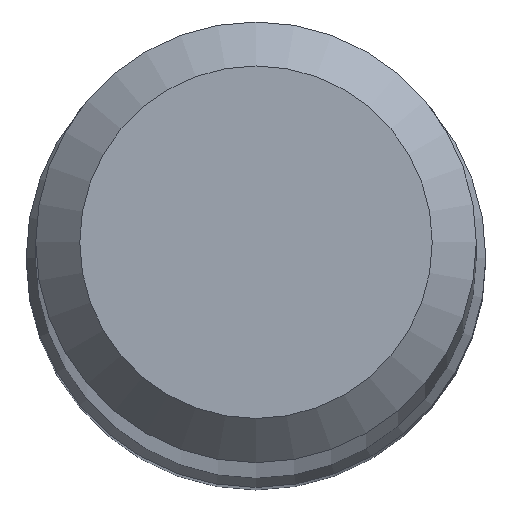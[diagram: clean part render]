
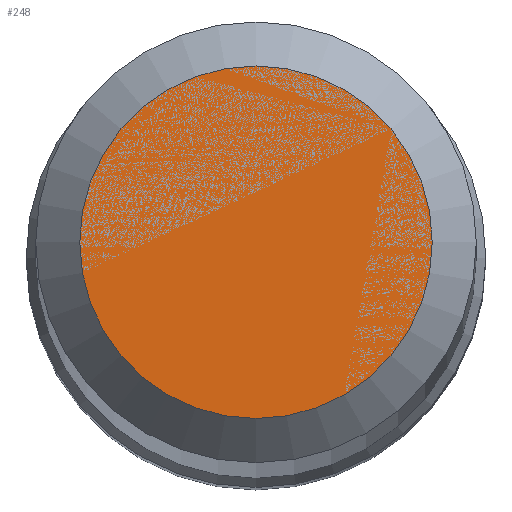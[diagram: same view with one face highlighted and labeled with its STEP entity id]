
A CAD part, top view. The second image highlights one B-rep face of the part: STEP entity #248.
In plain terms, the highlighted planar face has unit normal (0, 0, 1).
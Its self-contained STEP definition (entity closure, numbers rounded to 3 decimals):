
#7 = DIRECTION ( 'NONE',  ( 0., 0., -1. ) ) ;
#10 = AXIS2_PLACEMENT_3D ( 'NONE', #236, #68, #207 ) ;
#68 = DIRECTION ( 'NONE',  ( 0., 0., -1. ) ) ;
#109 = EDGE_CURVE ( 'NONE', #156, #156, #247, .T. ) ;
#149 = CARTESIAN_POINT ( 'NONE',  ( 0., 1.2, 70. ) ) ;
#156 = VERTEX_POINT ( 'NONE', #149 ) ;
#174 = CARTESIAN_POINT ( 'NONE',  ( 0., 0., 70. ) ) ;
#179 = AXIS2_PLACEMENT_3D ( 'NONE', #174, #7, #240 ) ;
#184 = EDGE_LOOP ( 'NONE', ( #252 ) ) ;
#191 = PLANE ( 'NONE',  #179 ) ;
#207 = DIRECTION ( 'NONE',  ( 0., 1., 0. ) ) ;
#236 = CARTESIAN_POINT ( 'NONE',  ( 0., 0., 70. ) ) ;
#240 = DIRECTION ( 'NONE',  ( 0., 1., 0. ) ) ;
#247 = CIRCLE ( 'NONE', #10, 1.2 ) ;
#248 = ADVANCED_FACE ( 'NONE', ( #290 ), #191, .F. ) ;
#252 = ORIENTED_EDGE ( 'NONE', *, *, #109, .F. ) ;
#290 = FACE_OUTER_BOUND ( 'NONE', #184, .T. ) ;
